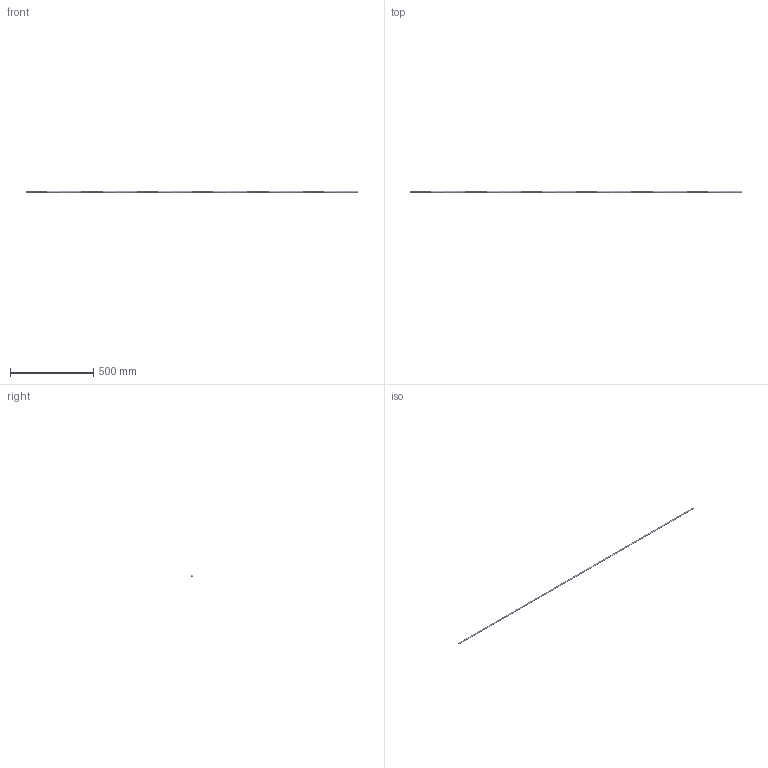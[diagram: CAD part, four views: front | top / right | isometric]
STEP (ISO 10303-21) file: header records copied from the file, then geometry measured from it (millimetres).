
FILE_DESCRIPTION (( 'STEP AP203' ), '1' );
FILE_NAME ('CLV10-TM-10-2 Øïèëüêà Ì10õ2000.STEP', '2016-02-10T12:17:43', ( '' ), ( '' ), 'SwSTEP 2.0', 'SolidWorks 2014', '' );
FILE_SCHEMA (( 'CONFIG_CONTROL_DESIGN' ));
Products named in the file (1): CLV10-TM-10-2 Øïèëüêà Ì10õ2000
Bounding box: 2000 x 10 x 10 mm (x, y, z)
Volume: 138061.3 mm3; surface area: 92042.7 mm2
Topology: 1 solids, 1 shells, 4003 faces, 8005 edges, 4004 vertices
Faces by surface type: cone 2668, cylinder 1333, plane 2
Full cylindrical faces by diameter (mm): 10 x1333
Entity records: 80131 total; most frequent: DIRECTION 16012, CARTESIAN_POINT 12008, AXIS2_PLACEMENT_3D 8006, ORIENTED_EDGE 8004, EDGE_LOOP 8004, FACE_OUTER_BOUND 5336, ADVANCED_FACE 4003, CIRCLE 4002
